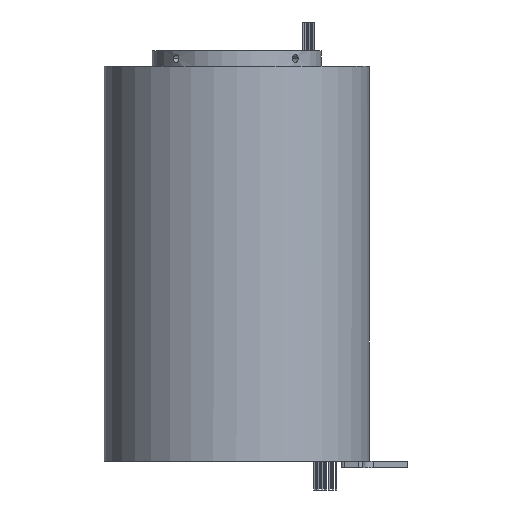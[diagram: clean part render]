
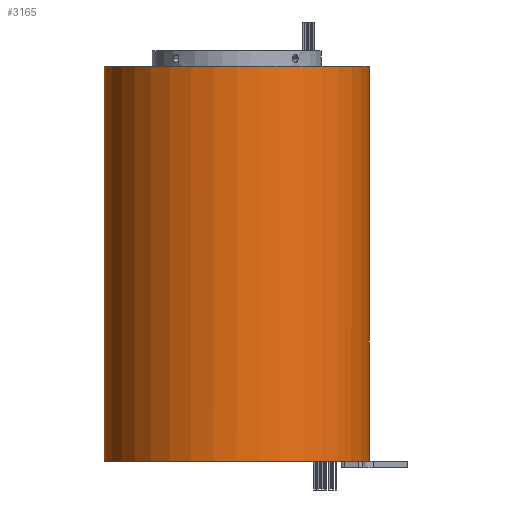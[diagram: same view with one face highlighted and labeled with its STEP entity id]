
A CAD part, front view. The second image highlights one B-rep face of the part: STEP entity #3165.
In plain terms, the highlighted cylindrical face has radius 101.5 mm (diameter 203 mm), a partial arc.
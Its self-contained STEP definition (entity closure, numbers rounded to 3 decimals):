
#44 = DIRECTION ( 'NONE',  ( 1., 0., 0. ) ) ;
#283 = DIRECTION ( 'NONE',  ( 0., 0., -1. ) ) ;
#324 = CYLINDRICAL_SURFACE ( 'NONE', #1477, 101.5 ) ;
#434 = CARTESIAN_POINT ( 'NONE',  ( 101.5, 0., 0. ) ) ;
#471 = VERTEX_POINT ( 'NONE', #2750 ) ;
#698 = VERTEX_POINT ( 'NONE', #434 ) ;
#719 = ORIENTED_EDGE ( 'NONE', *, *, #6152, .T. ) ;
#751 = CARTESIAN_POINT ( 'NONE',  ( -101.5, 0., 314. ) ) ;
#879 = EDGE_CURVE ( 'NONE', #2202, #471, #2794, .T. ) ;
#970 = CARTESIAN_POINT ( 'NONE',  ( 99.899, -17.956, 0. ) ) ;
#1133 = VECTOR ( 'NONE', #3985, 1000. ) ;
#1280 = DIRECTION ( 'NONE',  ( 0., 0., -1. ) ) ;
#1477 = AXIS2_PLACEMENT_3D ( 'NONE', #5079, #283, #1887 ) ;
#1552 = CARTESIAN_POINT ( 'NONE',  ( -101.5, 0., 302. ) ) ;
#1887 = DIRECTION ( 'NONE',  ( -1., 0., 0. ) ) ;
#1977 = DIRECTION ( 'NONE',  ( 0., 0., -1. ) ) ;
#2196 = ORIENTED_EDGE ( 'NONE', *, *, #5954, .T. ) ;
#2202 = VERTEX_POINT ( 'NONE', #1552 ) ;
#2285 = AXIS2_PLACEMENT_3D ( 'NONE', #5169, #1977, #5702 ) ;
#2382 = CIRCLE ( 'NONE', #2285, 101.5 ) ;
#2391 = DIRECTION ( 'NONE',  ( 0., 0., 1. ) ) ;
#2621 = VECTOR ( 'NONE', #1280, 1000. ) ;
#2687 = ORIENTED_EDGE ( 'NONE', *, *, #5606, .F. ) ;
#2750 = CARTESIAN_POINT ( 'NONE',  ( -101.5, 0., 0. ) ) ;
#2794 = LINE ( 'NONE', #751, #2621 ) ;
#2848 = EDGE_CURVE ( 'NONE', #471, #5672, #6587, .T. ) ;
#3165 = ADVANCED_FACE ( 'NONE', ( #5989 ), #324, .T. ) ;
#3237 = DIRECTION ( 'NONE',  ( 0., 0., 1. ) ) ;
#3382 = EDGE_LOOP ( 'NONE', ( #2687, #719, #5077, #6396, #2196 ) ) ;
#3416 = VERTEX_POINT ( 'NONE', #4968 ) ;
#3985 = DIRECTION ( 'NONE',  ( 0., 0., -1. ) ) ;
#4251 = AXIS2_PLACEMENT_3D ( 'NONE', #6419, #3237, #44 ) ;
#4637 = CIRCLE ( 'NONE', #5975, 101.5 ) ;
#4968 = CARTESIAN_POINT ( 'NONE',  ( 101.5, 0., 302. ) ) ;
#5077 = ORIENTED_EDGE ( 'NONE', *, *, #879, .T. ) ;
#5079 = CARTESIAN_POINT ( 'NONE',  ( 0., 0., 314. ) ) ;
#5169 = CARTESIAN_POINT ( 'NONE',  ( 0., 0., 302. ) ) ;
#5567 = CARTESIAN_POINT ( 'NONE',  ( 101.5, 0., 314. ) ) ;
#5571 = CARTESIAN_POINT ( 'NONE',  ( 0., 0., 0. ) ) ;
#5606 = EDGE_CURVE ( 'NONE', #3416, #698, #6802, .T. ) ;
#5672 = VERTEX_POINT ( 'NONE', #970 ) ;
#5702 = DIRECTION ( 'NONE',  ( -1., 0., 0. ) ) ;
#5954 = EDGE_CURVE ( 'NONE', #5672, #698, #4637, .T. ) ;
#5975 = AXIS2_PLACEMENT_3D ( 'NONE', #5571, #2391, #6098 ) ;
#5989 = FACE_OUTER_BOUND ( 'NONE', #3382, .T. ) ;
#6098 = DIRECTION ( 'NONE',  ( 1., 0., 0. ) ) ;
#6152 = EDGE_CURVE ( 'NONE', #3416, #2202, #2382, .T. ) ;
#6396 = ORIENTED_EDGE ( 'NONE', *, *, #2848, .T. ) ;
#6419 = CARTESIAN_POINT ( 'NONE',  ( 0., 0., 0. ) ) ;
#6587 = CIRCLE ( 'NONE', #4251, 101.5 ) ;
#6802 = LINE ( 'NONE', #5567, #1133 ) ;
